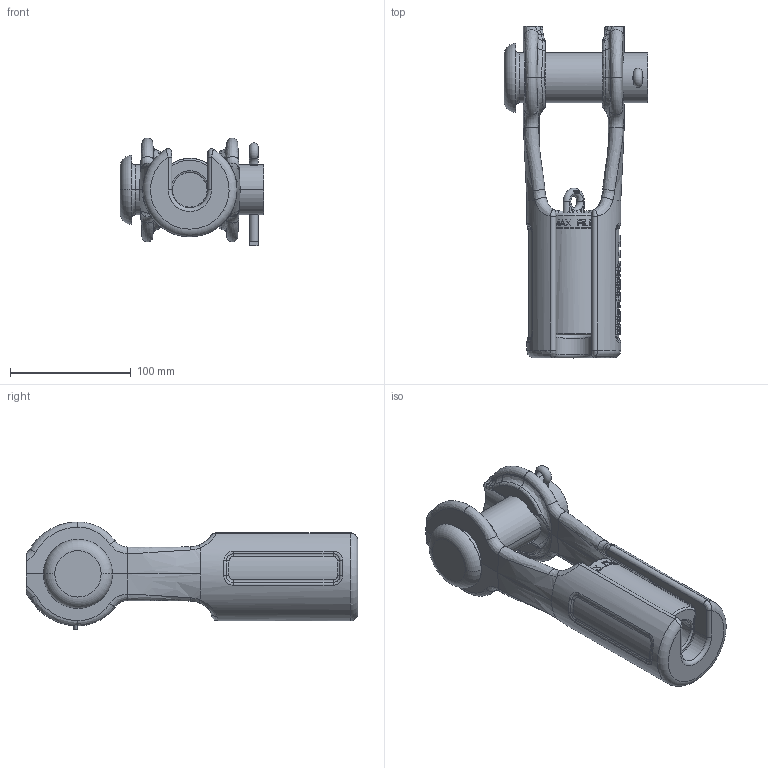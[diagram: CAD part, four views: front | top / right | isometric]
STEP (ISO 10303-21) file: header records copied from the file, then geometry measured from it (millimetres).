
FILE_DESCRIPTION((''),'2;1');
FILE_NAME('CROSBY_SB-427_19-22MM_1052023','2013-02-05T',('Alan Doughty'),('The Crosby Group LLC'),'PRO/ENGINEER BY PARAMETRIC TECHNOLOGY CORPORATION, 2012420','PRO/ENGINEER BY PARAMETRIC TECHNOLOGY CORPORATION, 2012420','');
FILE_SCHEMA(('AUTOMOTIVE_DESIGN { 1 0 10303 214 1 1 1 1 }'));
Length unit declared in the file: inch
Products named in the file (1): CROSBY_SB-427_19-22MM_1052023
Bounding box: 119 x 274.57 x 89.34 mm (x, y, z)
Volume: 708982.2 mm3; surface area: 150262.8 mm2
Topology: 3 solids, 3 shells, 681 faces, 1701 edges, 1071 vertices
Faces by surface type: plane 304, bspline 171, cylinder 110, extrusion 48, torus 36, sphere 8, cone 4
Entity records: 35752 total; most frequent: CARTESIAN_POINT 15428, ORIENTED_EDGE 3402, DIRECTION 2548, PRESENTATION_STYLE_ASSIGNMENT 1713, STYLED_ITEM 1704, CURVE_STYLE 1701, EDGE_CURVE 1701, VERTEX_POINT 1071
